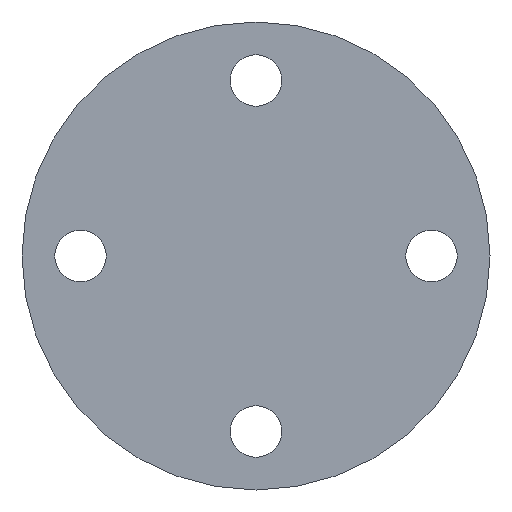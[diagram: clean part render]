
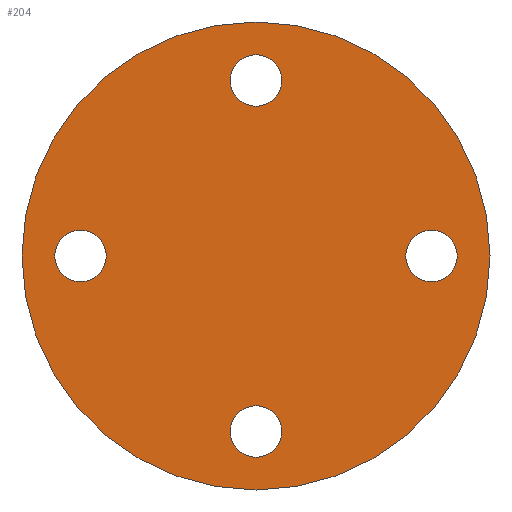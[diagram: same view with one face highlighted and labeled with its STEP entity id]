
A CAD part, front view. The second image highlights one B-rep face of the part: STEP entity #204.
In plain terms, the highlighted planar face has unit normal (0, -1, 0).
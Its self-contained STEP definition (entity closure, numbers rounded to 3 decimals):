
#2 = AXIS2_PLACEMENT_3D ( 'NONE', #457, #423, #343 ) ;
#6 = CARTESIAN_POINT ( 'NONE',  ( 0., 0., 43. ) ) ;
#8 = DIRECTION ( 'NONE',  ( 0., 0., -1. ) ) ;
#14 = CIRCLE ( 'NONE', #82, 5.5 ) ;
#17 = VERTEX_POINT ( 'NONE', #310 ) ;
#19 = AXIS2_PLACEMENT_3D ( 'NONE', #41, #292, #189 ) ;
#21 = EDGE_CURVE ( 'NONE', #199, #159, #186, .T. ) ;
#35 = ORIENTED_EDGE ( 'NONE', *, *, #260, .T. ) ;
#39 = EDGE_CURVE ( 'NONE', #450, #363, #421, .T. ) ;
#41 = CARTESIAN_POINT ( 'NONE',  ( 0., 0., 0. ) ) ;
#44 = DIRECTION ( 'NONE',  ( 0., 0., 1. ) ) ;
#67 = CARTESIAN_POINT ( 'NONE',  ( 0., 0., -32. ) ) ;
#74 = CARTESIAN_POINT ( 'NONE',  ( 0., 0., 0. ) ) ;
#75 = DIRECTION ( 'NONE',  ( 0., 0., 1. ) ) ;
#80 = FACE_BOUND ( 'NONE', #217, .T. ) ;
#81 = VERTEX_POINT ( 'NONE', #280 ) ;
#82 = AXIS2_PLACEMENT_3D ( 'NONE', #376, #182, #224 ) ;
#85 = DIRECTION ( 'NONE',  ( 1., 0., 0. ) ) ;
#86 = ORIENTED_EDGE ( 'NONE', *, *, #39, .T. ) ;
#90 = EDGE_CURVE ( 'NONE', #17, #81, #440, .T. ) ;
#91 = ORIENTED_EDGE ( 'NONE', *, *, #326, .T. ) ;
#101 = CIRCLE ( 'NONE', #381, 50. ) ;
#111 = AXIS2_PLACEMENT_3D ( 'NONE', #459, #200, #85 ) ;
#119 = CARTESIAN_POINT ( 'NONE',  ( 0., 0., 37.5 ) ) ;
#123 = VERTEX_POINT ( 'NONE', #432 ) ;
#131 = VERTEX_POINT ( 'NONE', #137 ) ;
#132 = DIRECTION ( 'NONE',  ( 0., 1., 0. ) ) ;
#137 = CARTESIAN_POINT ( 'NONE',  ( 0., 0., -43. ) ) ;
#139 = AXIS2_PLACEMENT_3D ( 'NONE', #74, #361, #44 ) ;
#145 = CARTESIAN_POINT ( 'NONE',  ( 0., 0., -37.5 ) ) ;
#148 = DIRECTION ( 'NONE',  ( 0., 1., 0. ) ) ;
#153 = DIRECTION ( 'NONE',  ( 0., 1., 0. ) ) ;
#159 = VERTEX_POINT ( 'NONE', #284 ) ;
#160 = EDGE_CURVE ( 'NONE', #401, #131, #176, .T. ) ;
#168 = AXIS2_PLACEMENT_3D ( 'NONE', #461, #132, #391 ) ;
#176 = CIRCLE ( 'NONE', #168, 5.5 ) ;
#179 = CARTESIAN_POINT ( 'NONE',  ( -43., 0., 0. ) ) ;
#182 = DIRECTION ( 'NONE',  ( 0., 1., 0. ) ) ;
#186 = CIRCLE ( 'NONE', #2, 5.5 ) ;
#189 = DIRECTION ( 'NONE',  ( 0., 0., 1. ) ) ;
#197 = EDGE_CURVE ( 'NONE', #363, #450, #14, .T. ) ;
#199 = VERTEX_POINT ( 'NONE', #6 ) ;
#200 = DIRECTION ( 'NONE',  ( 0., 1., 0. ) ) ;
#202 = ORIENTED_EDGE ( 'NONE', *, *, #160, .T. ) ;
#203 = AXIS2_PLACEMENT_3D ( 'NONE', #119, #410, #8 ) ;
#204 = ADVANCED_FACE ( 'NONE', ( #372, #229, #404, #80, #262 ), #413, .F. ) ;
#217 = EDGE_LOOP ( 'NONE', ( #202, #419 ) ) ;
#224 = DIRECTION ( 'NONE',  ( 1., 0., 0. ) ) ;
#227 = EDGE_CURVE ( 'NONE', #385, #123, #412, .T. ) ;
#229 = FACE_BOUND ( 'NONE', #348, .T. ) ;
#230 = ORIENTED_EDGE ( 'NONE', *, *, #227, .F. ) ;
#237 = EDGE_CURVE ( 'NONE', #131, #401, #319, .T. ) ;
#243 = CIRCLE ( 'NONE', #203, 5.5 ) ;
#249 = DIRECTION ( 'NONE',  ( 0., 1., 0. ) ) ;
#259 = ORIENTED_EDGE ( 'NONE', *, *, #377, .F. ) ;
#260 = EDGE_CURVE ( 'NONE', #81, #17, #458, .T. ) ;
#261 = CARTESIAN_POINT ( 'NONE',  ( 37.5, 0., 0. ) ) ;
#262 = FACE_OUTER_BOUND ( 'NONE', #378, .T. ) ;
#280 = CARTESIAN_POINT ( 'NONE',  ( 43., 0., 0. ) ) ;
#284 = CARTESIAN_POINT ( 'NONE',  ( 0., 0., 32. ) ) ;
#290 = CARTESIAN_POINT ( 'NONE',  ( 0., 0., -50. ) ) ;
#292 = DIRECTION ( 'NONE',  ( 0., 1., 0. ) ) ;
#294 = CARTESIAN_POINT ( 'NONE',  ( -32., 0., 0. ) ) ;
#295 = AXIS2_PLACEMENT_3D ( 'NONE', #463, #427, #465 ) ;
#299 = DIRECTION ( 'NONE',  ( 0., 0., 1. ) ) ;
#308 = EDGE_LOOP ( 'NONE', ( #439, #35 ) ) ;
#310 = CARTESIAN_POINT ( 'NONE',  ( 32., 0., 0. ) ) ;
#319 = CIRCLE ( 'NONE', #379, 5.5 ) ;
#326 = EDGE_CURVE ( 'NONE', #159, #199, #243, .T. ) ;
#329 = DIRECTION ( 'NONE',  ( -1., 0., 0. ) ) ;
#343 = DIRECTION ( 'NONE',  ( 0., 0., -1. ) ) ;
#348 = EDGE_LOOP ( 'NONE', ( #91, #380 ) ) ;
#361 = DIRECTION ( 'NONE',  ( 0., 1., 0. ) ) ;
#363 = VERTEX_POINT ( 'NONE', #294 ) ;
#372 = FACE_BOUND ( 'NONE', #373, .T. ) ;
#373 = EDGE_LOOP ( 'NONE', ( #446, #86 ) ) ;
#376 = CARTESIAN_POINT ( 'NONE',  ( -37.5, 0., 0. ) ) ;
#377 = EDGE_CURVE ( 'NONE', #123, #385, #101, .T. ) ;
#378 = EDGE_LOOP ( 'NONE', ( #230, #259 ) ) ;
#379 = AXIS2_PLACEMENT_3D ( 'NONE', #145, #153, #299 ) ;
#380 = ORIENTED_EDGE ( 'NONE', *, *, #21, .T. ) ;
#381 = AXIS2_PLACEMENT_3D ( 'NONE', #434, #249, #75 ) ;
#385 = VERTEX_POINT ( 'NONE', #290 ) ;
#391 = DIRECTION ( 'NONE',  ( 0., 0., 1. ) ) ;
#401 = VERTEX_POINT ( 'NONE', #67 ) ;
#404 = FACE_BOUND ( 'NONE', #308, .T. ) ;
#410 = DIRECTION ( 'NONE',  ( 0., 1., 0. ) ) ;
#412 = CIRCLE ( 'NONE', #19, 50. ) ;
#413 = PLANE ( 'NONE',  #139 ) ;
#419 = ORIENTED_EDGE ( 'NONE', *, *, #237, .T. ) ;
#421 = CIRCLE ( 'NONE', #111, 5.5 ) ;
#423 = DIRECTION ( 'NONE',  ( 0., 1., 0. ) ) ;
#427 = DIRECTION ( 'NONE',  ( 0., 1., 0. ) ) ;
#432 = CARTESIAN_POINT ( 'NONE',  ( 0., 0., 50. ) ) ;
#434 = CARTESIAN_POINT ( 'NONE',  ( 0., 0., 0. ) ) ;
#439 = ORIENTED_EDGE ( 'NONE', *, *, #90, .T. ) ;
#440 = CIRCLE ( 'NONE', #295, 5.5 ) ;
#443 = AXIS2_PLACEMENT_3D ( 'NONE', #261, #148, #329 ) ;
#446 = ORIENTED_EDGE ( 'NONE', *, *, #197, .T. ) ;
#450 = VERTEX_POINT ( 'NONE', #179 ) ;
#457 = CARTESIAN_POINT ( 'NONE',  ( 0., 0., 37.5 ) ) ;
#458 = CIRCLE ( 'NONE', #443, 5.5 ) ;
#459 = CARTESIAN_POINT ( 'NONE',  ( -37.5, 0., 0. ) ) ;
#461 = CARTESIAN_POINT ( 'NONE',  ( 0., 0., -37.5 ) ) ;
#463 = CARTESIAN_POINT ( 'NONE',  ( 37.5, 0., 0. ) ) ;
#465 = DIRECTION ( 'NONE',  ( -1., 0., 0. ) ) ;
